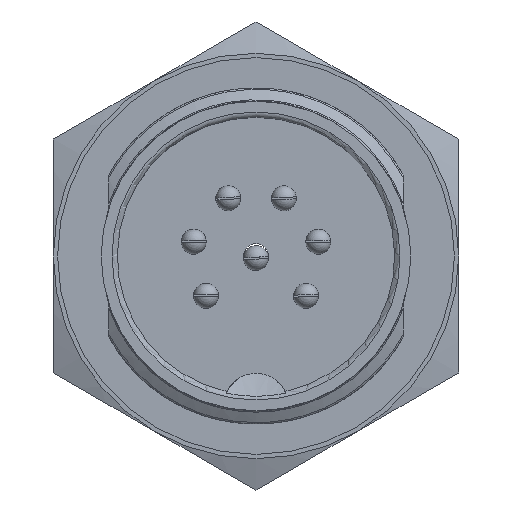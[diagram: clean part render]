
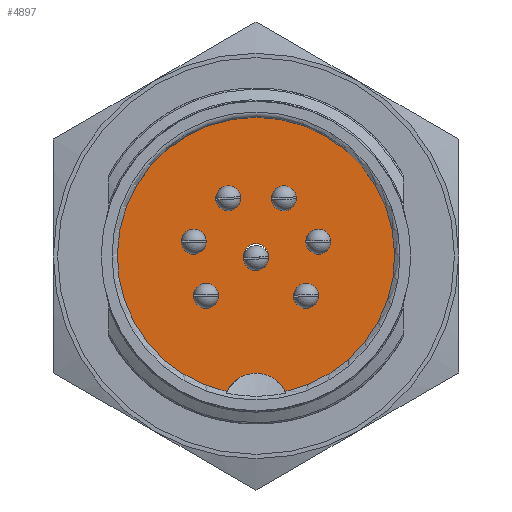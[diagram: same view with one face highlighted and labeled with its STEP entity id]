
A CAD part, left-side view. The second image highlights one B-rep face of the part: STEP entity #4897.
In plain terms, the highlighted planar face has unit normal (-1, 0, 0).
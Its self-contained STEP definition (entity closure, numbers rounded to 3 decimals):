
#280=PLANE('',#5190);
#332=FACE_BOUND('',#1255,.T.);
#333=FACE_BOUND('',#1256,.T.);
#334=FACE_BOUND('',#1257,.T.);
#335=FACE_BOUND('',#1258,.T.);
#336=FACE_BOUND('',#1259,.T.);
#337=FACE_BOUND('',#1260,.T.);
#338=FACE_BOUND('',#1261,.T.);
#969=FACE_OUTER_BOUND('',#1254,.T.);
#1254=EDGE_LOOP('',(#4217,#4218));
#1255=EDGE_LOOP('',(#4219));
#1256=EDGE_LOOP('',(#4220));
#1257=EDGE_LOOP('',(#4221));
#1258=EDGE_LOOP('',(#4222));
#1259=EDGE_LOOP('',(#4223));
#1260=EDGE_LOOP('',(#4224));
#1261=EDGE_LOOP('',(#4225));
#1758=CIRCLE('',#5163,0.575);
#1760=CIRCLE('',#5166,0.575);
#1762=CIRCLE('',#5169,0.575);
#1764=CIRCLE('',#5172,0.575);
#1766=CIRCLE('',#5175,0.575);
#1768=CIRCLE('',#5178,0.575);
#1770=CIRCLE('',#5181,0.575);
#1771=CIRCLE('',#5183,1.5);
#1775=CIRCLE('',#5188,6.5);
#2201=VERTEX_POINT('',#19173);
#2203=VERTEX_POINT('',#19179);
#2205=VERTEX_POINT('',#19185);
#2207=VERTEX_POINT('',#19191);
#2209=VERTEX_POINT('',#19197);
#2211=VERTEX_POINT('',#19203);
#2213=VERTEX_POINT('',#19209);
#2214=VERTEX_POINT('',#19213);
#2215=VERTEX_POINT('',#19214);
#2890=EDGE_CURVE('',#2201,#2201,#1758,.T.);
#2893=EDGE_CURVE('',#2203,#2203,#1760,.T.);
#2896=EDGE_CURVE('',#2205,#2205,#1762,.T.);
#2899=EDGE_CURVE('',#2207,#2207,#1764,.T.);
#2902=EDGE_CURVE('',#2209,#2209,#1766,.T.);
#2905=EDGE_CURVE('',#2211,#2211,#1768,.T.);
#2908=EDGE_CURVE('',#2213,#2213,#1770,.T.);
#2909=EDGE_CURVE('',#2214,#2215,#1771,.T.);
#2916=EDGE_CURVE('',#2214,#2215,#1775,.T.);
#4217=ORIENTED_EDGE('',*,*,#2916,.T.);
#4218=ORIENTED_EDGE('',*,*,#2909,.F.);
#4219=ORIENTED_EDGE('',*,*,#2890,.T.);
#4220=ORIENTED_EDGE('',*,*,#2893,.T.);
#4221=ORIENTED_EDGE('',*,*,#2896,.T.);
#4222=ORIENTED_EDGE('',*,*,#2899,.T.);
#4223=ORIENTED_EDGE('',*,*,#2902,.T.);
#4224=ORIENTED_EDGE('',*,*,#2905,.T.);
#4225=ORIENTED_EDGE('',*,*,#2908,.T.);
#4897=ADVANCED_FACE('',(#969,#332,#333,#334,#335,#336,#337,#338),#280,.T.);
#5163=AXIS2_PLACEMENT_3D('',#19175,#5671,#5672);
#5166=AXIS2_PLACEMENT_3D('',#19181,#5678,#5679);
#5169=AXIS2_PLACEMENT_3D('',#19187,#5685,#5686);
#5172=AXIS2_PLACEMENT_3D('',#19193,#5692,#5693);
#5175=AXIS2_PLACEMENT_3D('',#19199,#5699,#5700);
#5178=AXIS2_PLACEMENT_3D('',#19205,#5706,#5707);
#5181=AXIS2_PLACEMENT_3D('',#19211,#5713,#5714);
#5183=AXIS2_PLACEMENT_3D('',#19215,#5717,#5718);
#5188=AXIS2_PLACEMENT_3D('',#19227,#5730,#5731);
#5190=AXIS2_PLACEMENT_3D('',#19229,#5734,#5735);
#5671=DIRECTION('center_axis',(1.,0.,0.));
#5672=DIRECTION('ref_axis',(0.,1.,0.));
#5678=DIRECTION('center_axis',(1.,0.,0.));
#5679=DIRECTION('ref_axis',(0.,1.,0.));
#5685=DIRECTION('center_axis',(1.,0.,0.));
#5686=DIRECTION('ref_axis',(0.,1.,0.));
#5692=DIRECTION('center_axis',(1.,0.,0.));
#5693=DIRECTION('ref_axis',(0.,1.,0.));
#5699=DIRECTION('center_axis',(1.,0.,0.));
#5700=DIRECTION('ref_axis',(0.,1.,0.));
#5706=DIRECTION('center_axis',(1.,0.,0.));
#5707=DIRECTION('ref_axis',(0.,1.,0.));
#5713=DIRECTION('center_axis',(1.,0.,0.));
#5714=DIRECTION('ref_axis',(0.,1.,0.));
#5717=DIRECTION('center_axis',(-1.,0.,0.));
#5718=DIRECTION('ref_axis',(0.,0.,1.));
#5730=DIRECTION('center_axis',(-1.,0.,0.));
#5731=DIRECTION('ref_axis',(0.,0.,1.));
#5734=DIRECTION('center_axis',(-1.,0.,0.));
#5735=DIRECTION('ref_axis',(0.,0.,1.));
#19173=CARTESIAN_POINT('',(70.367,69.915,-33.433));
#19175=CARTESIAN_POINT('Origin',(70.367,70.49,-33.433));
#19179=CARTESIAN_POINT('',(70.367,66.99,-32.766));
#19181=CARTESIAN_POINT('Origin',(70.367,67.565,-32.766));
#19185=CARTESIAN_POINT('',(70.367,68.613,-30.73));
#19187=CARTESIAN_POINT('Origin',(70.367,69.188,-30.73));
#19191=CARTESIAN_POINT('',(70.367,71.217,-30.73));
#19193=CARTESIAN_POINT('Origin',(70.367,71.792,-30.73));
#19197=CARTESIAN_POINT('',(70.367,72.84,-32.766));
#19199=CARTESIAN_POINT('Origin',(70.367,73.415,-32.766));
#19203=CARTESIAN_POINT('',(70.367,72.26,-35.304));
#19205=CARTESIAN_POINT('Origin',(70.367,72.835,-35.304));
#19209=CARTESIAN_POINT('',(70.367,67.57,-35.304));
#19211=CARTESIAN_POINT('Origin',(70.367,68.145,-35.304));
#19213=CARTESIAN_POINT('',(70.367,69.135,-39.79));
#19214=CARTESIAN_POINT('',(70.367,71.845,-39.79));
#19215=CARTESIAN_POINT('Origin',(70.367,70.49,-40.433));
#19227=CARTESIAN_POINT('Origin',(70.367,70.49,-33.433));
#19229=CARTESIAN_POINT('Origin',(70.367,70.49,-40.433));
